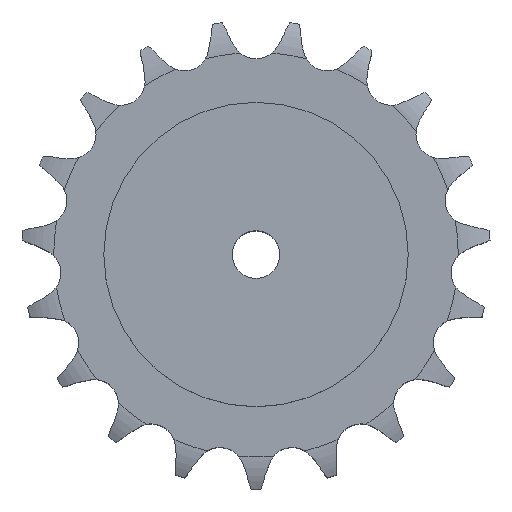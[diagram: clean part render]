
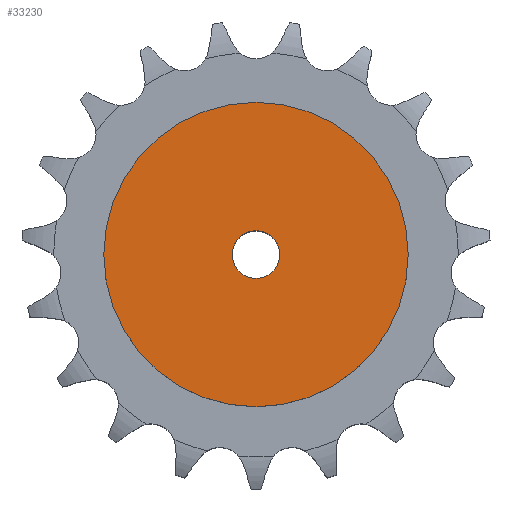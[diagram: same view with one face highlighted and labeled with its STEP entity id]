
A CAD part, top view. The second image highlights one B-rep face of the part: STEP entity #33230.
In plain terms, the highlighted planar face has unit normal (0, 0, 1).
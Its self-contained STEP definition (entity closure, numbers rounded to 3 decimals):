
#17834 = CYLINDRICAL_SURFACE('',#17835,12.5);
#17835 = AXIS2_PLACEMENT_3D('',#17836,#17837,#17838);
#17836 = CARTESIAN_POINT('',(0.,0.,394.971));
#17837 = DIRECTION('',(0.,0.,1.));
#17838 = DIRECTION('',(1.,0.,0.));
#22731 = EDGE_CURVE('',#22732,#22732,#22734,.T.);
#22732 = VERTEX_POINT('',#22733);
#22733 = CARTESIAN_POINT('',(12.5,0.,100.));
#22734 = SURFACE_CURVE('',#22735,(#22740,#22747),.PCURVE_S1.);
#22735 = CIRCLE('',#22736,12.5);
#22736 = AXIS2_PLACEMENT_3D('',#22737,#22738,#22739);
#22737 = CARTESIAN_POINT('',(0.,0.,100.));
#22738 = DIRECTION('',(0.,0.,1.));
#22739 = DIRECTION('',(1.,0.,0.));
#22740 = PCURVE('',#17834,#22741);
#22741 = DEFINITIONAL_REPRESENTATION('',(#22742),#22746);
#22742 = LINE('',#22743,#22744);
#22743 = CARTESIAN_POINT('',(0.,-294.971));
#22744 = VECTOR('',#22745,1.);
#22745 = DIRECTION('',(1.,0.));
#22746 = ( GEOMETRIC_REPRESENTATION_CONTEXT(2) 
PARAMETRIC_REPRESENTATION_CONTEXT() REPRESENTATION_CONTEXT('2D SPACE',''
  ) );
#22747 = PCURVE('',#22748,#22753);
#22748 = PLANE('',#22749);
#22749 = AXIS2_PLACEMENT_3D('',#22750,#22751,#22752);
#22750 = CARTESIAN_POINT('',(0.,0.,100.
    ));
#22751 = DIRECTION('',(0.,0.,1.));
#22752 = DIRECTION('',(1.,0.,0.));
#22753 = DEFINITIONAL_REPRESENTATION('',(#22754),#22758);
#22754 = CIRCLE('',#22755,12.5);
#22755 = AXIS2_PLACEMENT_2D('',#22756,#22757);
#22756 = CARTESIAN_POINT('',(0.,0.));
#22757 = DIRECTION('',(1.,0.));
#22758 = ( GEOMETRIC_REPRESENTATION_CONTEXT(2) 
PARAMETRIC_REPRESENTATION_CONTEXT() REPRESENTATION_CONTEXT('2D SPACE',''
  ) );
#33230 = ADVANCED_FACE('',(#33231,#33262),#22748,.T.);
#33231 = FACE_BOUND('',#33232,.T.);
#33232 = EDGE_LOOP('',(#33233));
#33233 = ORIENTED_EDGE('',*,*,#33234,.T.);
#33234 = EDGE_CURVE('',#33235,#33235,#33237,.T.);
#33235 = VERTEX_POINT('',#33236);
#33236 = CARTESIAN_POINT('',(80.,0.,100.));
#33237 = SURFACE_CURVE('',#33238,(#33243,#33250),.PCURVE_S1.);
#33238 = CIRCLE('',#33239,80.);
#33239 = AXIS2_PLACEMENT_3D('',#33240,#33241,#33242);
#33240 = CARTESIAN_POINT('',(0.,0.,100.));
#33241 = DIRECTION('',(0.,0.,1.));
#33242 = DIRECTION('',(1.,0.,0.));
#33243 = PCURVE('',#22748,#33244);
#33244 = DEFINITIONAL_REPRESENTATION('',(#33245),#33249);
#33245 = CIRCLE('',#33246,80.);
#33246 = AXIS2_PLACEMENT_2D('',#33247,#33248);
#33247 = CARTESIAN_POINT('',(0.,0.));
#33248 = DIRECTION('',(1.,0.));
#33249 = ( GEOMETRIC_REPRESENTATION_CONTEXT(2) 
PARAMETRIC_REPRESENTATION_CONTEXT() REPRESENTATION_CONTEXT('2D SPACE',''
  ) );
#33250 = PCURVE('',#33251,#33256);
#33251 = CYLINDRICAL_SURFACE('',#33252,80.);
#33252 = AXIS2_PLACEMENT_3D('',#33253,#33254,#33255);
#33253 = CARTESIAN_POINT('',(0.,0.,0.));
#33254 = DIRECTION('',(-0.,-0.,-1.));
#33255 = DIRECTION('',(1.,0.,0.));
#33256 = DEFINITIONAL_REPRESENTATION('',(#33257),#33261);
#33257 = LINE('',#33258,#33259);
#33258 = CARTESIAN_POINT('',(-0.,-100.));
#33259 = VECTOR('',#33260,1.);
#33260 = DIRECTION('',(-1.,0.));
#33261 = ( GEOMETRIC_REPRESENTATION_CONTEXT(2) 
PARAMETRIC_REPRESENTATION_CONTEXT() REPRESENTATION_CONTEXT('2D SPACE',''
  ) );
#33262 = FACE_BOUND('',#33263,.T.);
#33263 = EDGE_LOOP('',(#33264));
#33264 = ORIENTED_EDGE('',*,*,#22731,.F.);
